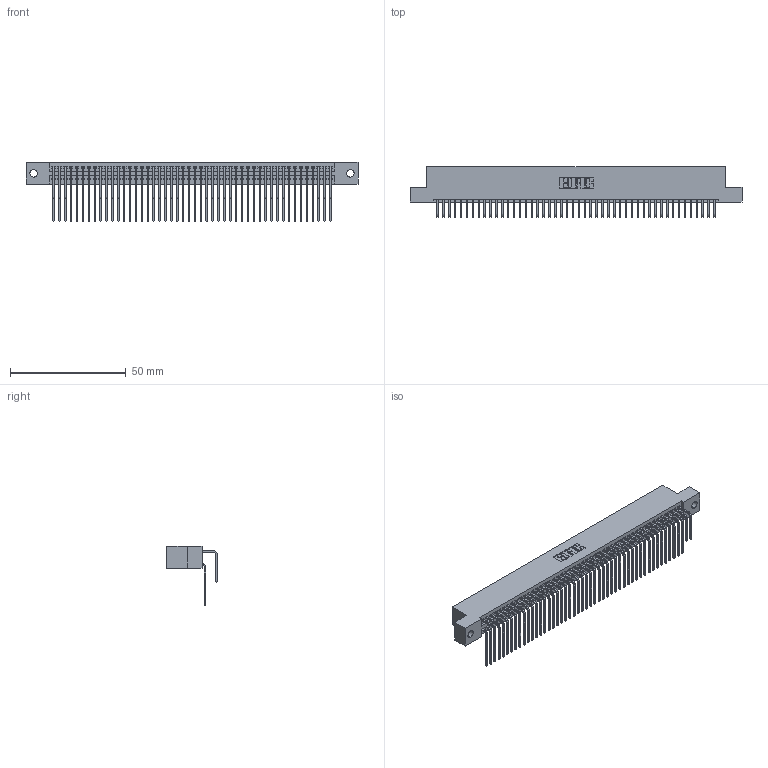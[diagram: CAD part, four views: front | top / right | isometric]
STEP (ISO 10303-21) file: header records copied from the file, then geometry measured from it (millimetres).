
FILE_DESCRIPTION (( 'STEP AP203' ), '1' );
FILE_NAME ('345-096-558-202.STEP', '2019-11-02T09:06:45', ( '' ), ( '' ), 'SwSTEP 2.0', 'SolidWorks 2016', '' );
FILE_SCHEMA (( 'CONFIG_CONTROL_DESIGN' ));
Length unit declared in the file: inch
Products named in the file (4): 345-096-558-202; 345 Part_Flush Mounting Lugs - 0.128 Dia; 345-292-001_558 559 Tail - 1; 345-292-001_558 Tail - 2
Assembly tree (97 placements, depth 2):
  345-096-558-202
    345 Part_Flush Mounting Lugs - 0.128 Dia
    345-292-001_558 559 Tail - 1  x48
    345-292-001_558 Tail - 2  x48
Bounding box: 143.13 x 21.83 x 25.53 mm (x, y, z)
Volume: 14476.5 mm3; surface area: 23846.3 mm2
Topology: 97 solids, 97 shells, 5118 faces, 15221 edges, 10018 vertices
Faces by surface type: plane 3440, cylinder 1678
Entity records: 38509 total; most frequent: CARTESIAN_POINT 6495, ORIENTED_EDGE 6378, DIRECTION 5693, EDGE_CURVE 3189, VECTOR 2825, LINE 2825, VERTEX_POINT 2122, AXIS2_PLACEMENT_3D 1434
